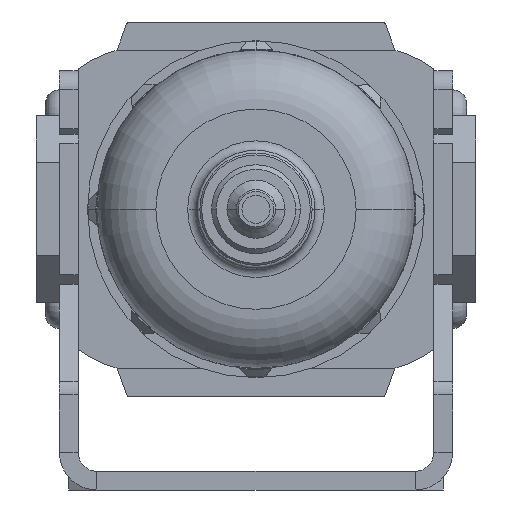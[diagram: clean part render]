
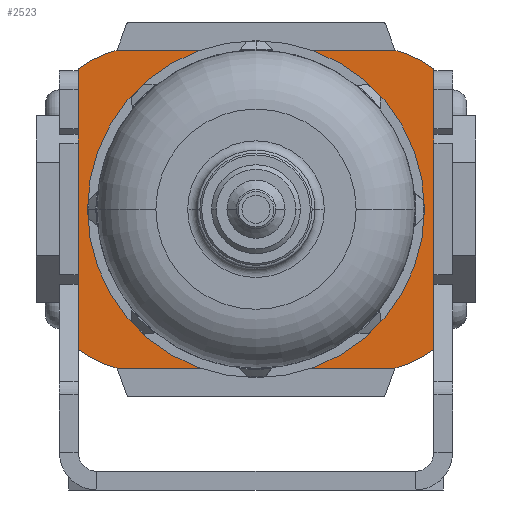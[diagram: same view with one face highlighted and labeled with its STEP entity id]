
A CAD part, front view. The second image highlights one B-rep face of the part: STEP entity #2523.
In plain terms, the highlighted planar face has unit normal (0, -1, 0).
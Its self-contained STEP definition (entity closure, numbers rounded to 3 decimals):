
#72 = ORIENTED_EDGE ( 'NONE', *, *, #9066, .T. ) ;
#92 = DIRECTION ( 'NONE',  ( 1., 0., 0. ) ) ;
#211 = EDGE_CURVE ( 'NONE', #7626, #2908, #2847, .T. ) ;
#238 = PLANE ( 'NONE',  #4434 ) ;
#343 = DIRECTION ( 'NONE',  ( -1., 0., 0. ) ) ;
#355 = ORIENTED_EDGE ( 'NONE', *, *, #2407, .F. ) ;
#418 = CIRCLE ( 'NONE', #5033, 12. ) ;
#433 = CARTESIAN_POINT ( 'NONE',  ( 11.817, -23., -5.388 ) ) ;
#488 = CARTESIAN_POINT ( 'NONE',  ( -19., -23., -15. ) ) ;
#534 = AXIS2_PLACEMENT_3D ( 'NONE', #433, #5399, #1154 ) ;
#539 = DIRECTION ( 'NONE',  ( 0., 0., -1. ) ) ;
#926 = VERTEX_POINT ( 'NONE', #4026 ) ;
#967 = DIRECTION ( 'NONE',  ( -1., 0., 0. ) ) ;
#1154 = DIRECTION ( 'NONE',  ( 1., 0., 0. ) ) ;
#1220 = CARTESIAN_POINT ( 'NONE',  ( -19., -23., 20. ) ) ;
#1316 = CARTESIAN_POINT ( 'NONE',  ( 19., -23., 17. ) ) ;
#1358 = EDGE_CURVE ( 'NONE', #926, #3739, #5236, .T. ) ;
#1402 = ORIENTED_EDGE ( 'NONE', *, *, #1655, .T. ) ;
#1566 = VERTEX_POINT ( 'NONE', #3348 ) ;
#1631 = VECTOR ( 'NONE', #1922, 1000. ) ;
#1649 = EDGE_CURVE ( 'NONE', #8404, #3213, #3014, .T. ) ;
#1655 = EDGE_CURVE ( 'NONE', #2689, #1566, #2792, .T. ) ;
#1922 = DIRECTION ( 'NONE',  ( 0., 0., -1. ) ) ;
#2101 = CARTESIAN_POINT ( 'NONE',  ( 14.842, -23., 17. ) ) ;
#2280 = CIRCLE ( 'NONE', #534, 12. ) ;
#2361 = DIRECTION ( 'NONE',  ( 0., -1., 0. ) ) ;
#2401 = EDGE_LOOP ( 'NONE', ( #7419, #1402, #4578, #7636, #355, #5081, #4455, #72 ) ) ;
#2407 = EDGE_CURVE ( 'NONE', #8404, #926, #6115, .T. ) ;
#2456 = DIRECTION ( 'NONE',  ( 0., -1., 0. ) ) ;
#2523 = ADVANCED_FACE ( 'NONE', ( #6646, #8524 ), #238, .F. ) ;
#2671 = EDGE_LOOP ( 'NONE', ( #6839, #5032 ) ) ;
#2689 = VERTEX_POINT ( 'NONE', #3589 ) ;
#2778 = AXIS2_PLACEMENT_3D ( 'NONE', #6602, #2361, #7315 ) ;
#2792 = LINE ( 'NONE', #3416, #8215 ) ;
#2847 = CIRCLE ( 'NONE', #5244, 9.5 ) ;
#2908 = VERTEX_POINT ( 'NONE', #5265 ) ;
#3014 = LINE ( 'NONE', #1316, #6551 ) ;
#3197 = EDGE_CURVE ( 'NONE', #2908, #7626, #3206, .T. ) ;
#3203 = VERTEX_POINT ( 'NONE', #488 ) ;
#3206 = CIRCLE ( 'NONE', #7872, 9.5 ) ;
#3213 = VERTEX_POINT ( 'NONE', #7609 ) ;
#3348 = CARTESIAN_POINT ( 'NONE',  ( 14.842, -23., -17. ) ) ;
#3416 = CARTESIAN_POINT ( 'NONE',  ( 19., -23., -17. ) ) ;
#3489 = EDGE_CURVE ( 'NONE', #3213, #7042, #8247, .T. ) ;
#3499 = LINE ( 'NONE', #1220, #1631 ) ;
#3589 = CARTESIAN_POINT ( 'NONE',  ( -14.842, -23., -17. ) ) ;
#3739 = VERTEX_POINT ( 'NONE', #4297 ) ;
#4026 = CARTESIAN_POINT ( 'NONE',  ( 19., -23., 15. ) ) ;
#4046 = CARTESIAN_POINT ( 'NONE',  ( 0., -23., 0. ) ) ;
#4297 = CARTESIAN_POINT ( 'NONE',  ( 19., -23., -15. ) ) ;
#4337 = DIRECTION ( 'NONE',  ( 0., 1., 0. ) ) ;
#4434 = AXIS2_PLACEMENT_3D ( 'NONE', #5868, #5212, #967 ) ;
#4455 = ORIENTED_EDGE ( 'NONE', *, *, #3489, .T. ) ;
#4578 = ORIENTED_EDGE ( 'NONE', *, *, #9003, .T. ) ;
#4592 = DIRECTION ( 'NONE',  ( 0., 1., 0. ) ) ;
#4675 = CARTESIAN_POINT ( 'NONE',  ( -9.5, -23., 0. ) ) ;
#4688 = CARTESIAN_POINT ( 'NONE',  ( -19., -23., 15. ) ) ;
#4770 = DIRECTION ( 'NONE',  ( -1., 0., 0. ) ) ;
#5032 = ORIENTED_EDGE ( 'NONE', *, *, #3197, .F. ) ;
#5033 = AXIS2_PLACEMENT_3D ( 'NONE', #8839, #4592, #343 ) ;
#5081 = ORIENTED_EDGE ( 'NONE', *, *, #1649, .T. ) ;
#5212 = DIRECTION ( 'NONE',  ( 0., 1., 0. ) ) ;
#5236 = LINE ( 'NONE', #9030, #9017 ) ;
#5244 = AXIS2_PLACEMENT_3D ( 'NONE', #6704, #2456, #7415 ) ;
#5265 = CARTESIAN_POINT ( 'NONE',  ( 9.5, -23., 0. ) ) ;
#5399 = DIRECTION ( 'NONE',  ( 0., -1., 0. ) ) ;
#5554 = DIRECTION ( 'NONE',  ( -1., 0., 0. ) ) ;
#5868 = CARTESIAN_POINT ( 'NONE',  ( 19., -23., 20. ) ) ;
#6115 = CIRCLE ( 'NONE', #6993, 12. ) ;
#6551 = VECTOR ( 'NONE', #5554, 1000. ) ;
#6602 = CARTESIAN_POINT ( 'NONE',  ( -11.817, -23., 5.388 ) ) ;
#6646 = FACE_BOUND ( 'NONE', #2671, .T. ) ;
#6704 = CARTESIAN_POINT ( 'NONE',  ( 0., -23., 0. ) ) ;
#6839 = ORIENTED_EDGE ( 'NONE', *, *, #211, .F. ) ;
#6976 = DIRECTION ( 'NONE',  ( 1., 0., 0. ) ) ;
#6993 = AXIS2_PLACEMENT_3D ( 'NONE', #8577, #4337, #92 ) ;
#7042 = VERTEX_POINT ( 'NONE', #4688 ) ;
#7315 = DIRECTION ( 'NONE',  ( -1., 0., 0. ) ) ;
#7415 = DIRECTION ( 'NONE',  ( -1., 0., 0. ) ) ;
#7419 = ORIENTED_EDGE ( 'NONE', *, *, #8103, .F. ) ;
#7609 = CARTESIAN_POINT ( 'NONE',  ( -14.842, -23., 17. ) ) ;
#7626 = VERTEX_POINT ( 'NONE', #4675 ) ;
#7636 = ORIENTED_EDGE ( 'NONE', *, *, #1358, .F. ) ;
#7872 = AXIS2_PLACEMENT_3D ( 'NONE', #4046, #9013, #4770 ) ;
#8103 = EDGE_CURVE ( 'NONE', #2689, #3203, #418, .T. ) ;
#8215 = VECTOR ( 'NONE', #6976, 1000. ) ;
#8247 = CIRCLE ( 'NONE', #2778, 12. ) ;
#8404 = VERTEX_POINT ( 'NONE', #2101 ) ;
#8524 = FACE_OUTER_BOUND ( 'NONE', #2401, .T. ) ;
#8577 = CARTESIAN_POINT ( 'NONE',  ( 11.817, -23., 5.388 ) ) ;
#8839 = CARTESIAN_POINT ( 'NONE',  ( -11.817, -23., -5.388 ) ) ;
#9003 = EDGE_CURVE ( 'NONE', #1566, #3739, #2280, .T. ) ;
#9013 = DIRECTION ( 'NONE',  ( 0., -1., 0. ) ) ;
#9017 = VECTOR ( 'NONE', #539, 1000. ) ;
#9030 = CARTESIAN_POINT ( 'NONE',  ( 19., -23., 20. ) ) ;
#9066 = EDGE_CURVE ( 'NONE', #7042, #3203, #3499, .T. ) ;
